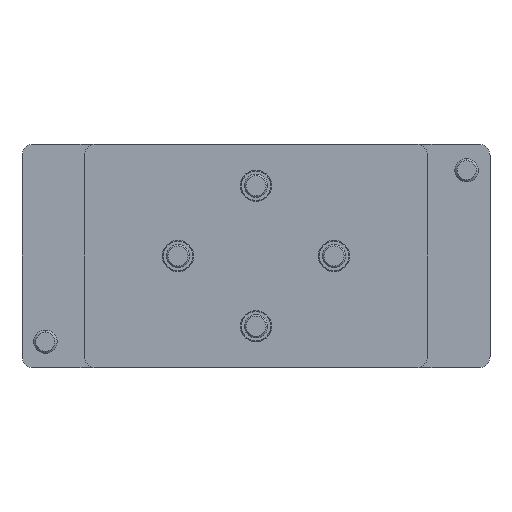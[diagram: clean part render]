
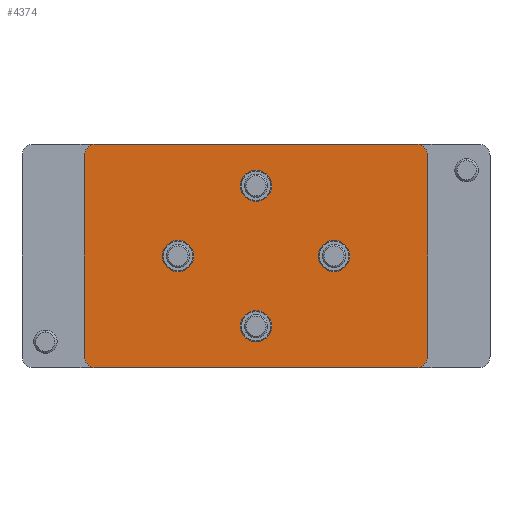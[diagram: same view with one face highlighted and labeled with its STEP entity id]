
A CAD part, front view. The second image highlights one B-rep face of the part: STEP entity #4374.
In plain terms, the highlighted planar face has unit normal (0, -1, 0).
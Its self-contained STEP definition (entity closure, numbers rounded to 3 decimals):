
#81 = CIRCLE ( 'NONE', #4295, 1.5 ) ;
#104 = EDGE_CURVE ( 'NONE', #16225, #2518, #12766, .T. ) ;
#114 = DIRECTION ( 'NONE',  ( -1., 0., 0. ) ) ;
#273 = DIRECTION ( 'NONE',  ( 1., 0., 0. ) ) ;
#351 = AXIS2_PLACEMENT_3D ( 'NONE', #11474, #2443, #8633 ) ;
#587 = CARTESIAN_POINT ( 'NONE',  ( -22., -6., -14.35 ) ) ;
#674 = EDGE_CURVE ( 'NONE', #794, #10077, #12096, .T. ) ;
#755 = CARTESIAN_POINT ( 'NONE',  ( -10., -6., 0. ) ) ;
#794 = VERTEX_POINT ( 'NONE', #5274 ) ;
#1203 = CARTESIAN_POINT ( 'NONE',  ( -20.5, -6., -14.35 ) ) ;
#1530 = CIRCLE ( 'NONE', #12130, 2. ) ;
#1585 = EDGE_CURVE ( 'NONE', #8605, #7404, #1530, .T. ) ;
#1867 = CARTESIAN_POINT ( 'NONE',  ( 0., -6., -7. ) ) ;
#1877 = CARTESIAN_POINT ( 'NONE',  ( 0., -6., 9. ) ) ;
#2022 = CARTESIAN_POINT ( 'NONE',  ( 0., -6., 7. ) ) ;
#2443 = DIRECTION ( 'NONE',  ( 0., -1., 0. ) ) ;
#2518 = VERTEX_POINT ( 'NONE', #14395 ) ;
#2707 = AXIS2_PLACEMENT_3D ( 'NONE', #11462, #8129, #13930 ) ;
#2755 = EDGE_CURVE ( 'NONE', #3426, #10331, #81, .T. ) ;
#2983 = DIRECTION ( 'NONE',  ( 0., -1., 0. ) ) ;
#3211 = EDGE_CURVE ( 'NONE', #6405, #8780, #7109, .T. ) ;
#3426 = VERTEX_POINT ( 'NONE', #14442 ) ;
#3467 = ORIENTED_EDGE ( 'NONE', *, *, #14722, .F. ) ;
#3489 = VECTOR ( 'NONE', #114, 1000. ) ;
#3759 = EDGE_CURVE ( 'NONE', #10077, #794, #12209, .T. ) ;
#3787 = DIRECTION ( 'NONE',  ( 0., 0., -1. ) ) ;
#3919 = DIRECTION ( 'NONE',  ( 0., -1., 0. ) ) ;
#4043 = AXIS2_PLACEMENT_3D ( 'NONE', #8046, #6249, #12418 ) ;
#4086 = CARTESIAN_POINT ( 'NONE',  ( 10., -6., 0. ) ) ;
#4140 = ORIENTED_EDGE ( 'NONE', *, *, #6190, .F. ) ;
#4275 = DIRECTION ( 'NONE',  ( 0., 0., 1. ) ) ;
#4295 = AXIS2_PLACEMENT_3D ( 'NONE', #8681, #5339, #18750 ) ;
#4307 = VECTOR ( 'NONE', #3787, 1000. ) ;
#4363 = CARTESIAN_POINT ( 'NONE',  ( -10., -6., -2. ) ) ;
#4374 = ADVANCED_FACE ( 'NONE', ( #7569, #13103, #4730, #15973, #8752 ), #7300, .T. ) ;
#4459 = CARTESIAN_POINT ( 'NONE',  ( -20.5, -6., 12.85 ) ) ;
#4662 = EDGE_LOOP ( 'NONE', ( #12577, #5527 ) ) ;
#4730 = FACE_BOUND ( 'NONE', #10950, .T. ) ;
#5099 = ORIENTED_EDGE ( 'NONE', *, *, #12303, .F. ) ;
#5151 = DIRECTION ( 'NONE',  ( 0., -1., 0. ) ) ;
#5274 = CARTESIAN_POINT ( 'NONE',  ( 0., -6., 11. ) ) ;
#5339 = DIRECTION ( 'NONE',  ( 0., -1., 0. ) ) ;
#5527 = ORIENTED_EDGE ( 'NONE', *, *, #3759, .F. ) ;
#5557 = EDGE_CURVE ( 'NONE', #10331, #16225, #10004, .T. ) ;
#5608 = AXIS2_PLACEMENT_3D ( 'NONE', #14591, #13064, #9083 ) ;
#5815 = CARTESIAN_POINT ( 'NONE',  ( 0., -6., -11. ) ) ;
#6059 = LINE ( 'NONE', #8848, #3489 ) ;
#6169 = AXIS2_PLACEMENT_3D ( 'NONE', #755, #9597, #8155 ) ;
#6190 = EDGE_CURVE ( 'NONE', #7404, #8605, #7103, .T. ) ;
#6249 = DIRECTION ( 'NONE',  ( 0., -1., 0. ) ) ;
#6296 = ORIENTED_EDGE ( 'NONE', *, *, #7866, .T. ) ;
#6405 = VERTEX_POINT ( 'NONE', #15913 ) ;
#6703 = EDGE_LOOP ( 'NONE', ( #5099, #3467 ) ) ;
#6780 = CIRCLE ( 'NONE', #6169, 2. ) ;
#6895 = ORIENTED_EDGE ( 'NONE', *, *, #2755, .T. ) ;
#7103 = CIRCLE ( 'NONE', #12571, 2. ) ;
#7109 = LINE ( 'NONE', #11501, #4307 ) ;
#7300 = PLANE ( 'NONE',  #4043 ) ;
#7315 = CARTESIAN_POINT ( 'NONE',  ( 22., -6., 14.35 ) ) ;
#7402 = CARTESIAN_POINT ( 'NONE',  ( 22., -6., -12.85 ) ) ;
#7404 = VERTEX_POINT ( 'NONE', #8116 ) ;
#7569 = FACE_BOUND ( 'NONE', #6703, .T. ) ;
#7803 = VERTEX_POINT ( 'NONE', #8765 ) ;
#7854 = ORIENTED_EDGE ( 'NONE', *, *, #9153, .T. ) ;
#7866 = EDGE_CURVE ( 'NONE', #16464, #3426, #17506, .T. ) ;
#7898 = CARTESIAN_POINT ( 'NONE',  ( -22., -6., -12.85 ) ) ;
#8046 = CARTESIAN_POINT ( 'NONE',  ( -22., -6., -14.35 ) ) ;
#8116 = CARTESIAN_POINT ( 'NONE',  ( 10., -6., 2. ) ) ;
#8129 = DIRECTION ( 'NONE',  ( 0., -1., 0. ) ) ;
#8155 = DIRECTION ( 'NONE',  ( 1., 0., 0. ) ) ;
#8158 = ORIENTED_EDGE ( 'NONE', *, *, #1585, .F. ) ;
#8501 = EDGE_CURVE ( 'NONE', #8780, #16464, #10356, .T. ) ;
#8605 = VERTEX_POINT ( 'NONE', #17811 ) ;
#8633 = DIRECTION ( 'NONE',  ( 1., 0., 0. ) ) ;
#8681 = CARTESIAN_POINT ( 'NONE',  ( 20.5, -6., -12.85 ) ) ;
#8714 = CIRCLE ( 'NONE', #2707, 2. ) ;
#8752 = FACE_OUTER_BOUND ( 'NONE', #17229, .T. ) ;
#8765 = CARTESIAN_POINT ( 'NONE',  ( -20.5, -6., 14.35 ) ) ;
#8780 = VERTEX_POINT ( 'NONE', #7898 ) ;
#8848 = CARTESIAN_POINT ( 'NONE',  ( -22., -6., 14.35 ) ) ;
#9083 = DIRECTION ( 'NONE',  ( 1., 0., 0. ) ) ;
#9133 = AXIS2_PLACEMENT_3D ( 'NONE', #12470, #5151, #18096 ) ;
#9153 = EDGE_CURVE ( 'NONE', #2518, #7803, #6059, .T. ) ;
#9199 = DIRECTION ( 'NONE',  ( 0., -1., 0. ) ) ;
#9232 = ORIENTED_EDGE ( 'NONE', *, *, #12732, .F. ) ;
#9597 = DIRECTION ( 'NONE',  ( 0., -1., 0. ) ) ;
#9789 = VECTOR ( 'NONE', #11982, 1000. ) ;
#9887 = VERTEX_POINT ( 'NONE', #5815 ) ;
#10004 = LINE ( 'NONE', #7315, #11058 ) ;
#10077 = VERTEX_POINT ( 'NONE', #2022 ) ;
#10331 = VERTEX_POINT ( 'NONE', #7402 ) ;
#10356 = CIRCLE ( 'NONE', #351, 1.5 ) ;
#10456 = EDGE_LOOP ( 'NONE', ( #9232, #12206 ) ) ;
#10850 = ORIENTED_EDGE ( 'NONE', *, *, #8501, .T. ) ;
#10950 = EDGE_LOOP ( 'NONE', ( #4140, #8158 ) ) ;
#11058 = VECTOR ( 'NONE', #4275, 1000. ) ;
#11201 = VERTEX_POINT ( 'NONE', #1867 ) ;
#11462 = CARTESIAN_POINT ( 'NONE',  ( -10., -6., 0. ) ) ;
#11474 = CARTESIAN_POINT ( 'NONE',  ( -20.5, -6., -12.85 ) ) ;
#11489 = ORIENTED_EDGE ( 'NONE', *, *, #5557, .T. ) ;
#11501 = CARTESIAN_POINT ( 'NONE',  ( -22., -6., 14.35 ) ) ;
#11907 = CARTESIAN_POINT ( 'NONE',  ( 0., -6., -9. ) ) ;
#11982 = DIRECTION ( 'NONE',  ( 1., 0., 0. ) ) ;
#12096 = CIRCLE ( 'NONE', #16956, 2. ) ;
#12118 = VERTEX_POINT ( 'NONE', #4363 ) ;
#12130 = AXIS2_PLACEMENT_3D ( 'NONE', #4086, #14076, #17318 ) ;
#12206 = ORIENTED_EDGE ( 'NONE', *, *, #13086, .F. ) ;
#12209 = CIRCLE ( 'NONE', #16173, 2. ) ;
#12303 = EDGE_CURVE ( 'NONE', #12731, #12118, #6780, .T. ) ;
#12418 = DIRECTION ( 'NONE',  ( 1., 0., 0. ) ) ;
#12470 = CARTESIAN_POINT ( 'NONE',  ( 20.5, -6., 12.85 ) ) ;
#12478 = AXIS2_PLACEMENT_3D ( 'NONE', #4459, #18047, #15196 ) ;
#12571 = AXIS2_PLACEMENT_3D ( 'NONE', #15156, #3919, #18483 ) ;
#12577 = ORIENTED_EDGE ( 'NONE', *, *, #674, .F. ) ;
#12731 = VERTEX_POINT ( 'NONE', #14780 ) ;
#12732 = EDGE_CURVE ( 'NONE', #11201, #9887, #12895, .T. ) ;
#12766 = CIRCLE ( 'NONE', #9133, 1.5 ) ;
#12895 = CIRCLE ( 'NONE', #5608, 2. ) ;
#13064 = DIRECTION ( 'NONE',  ( 0., -1., 0. ) ) ;
#13086 = EDGE_CURVE ( 'NONE', #9887, #11201, #14719, .T. ) ;
#13103 = FACE_BOUND ( 'NONE', #10456, .T. ) ;
#13662 = ORIENTED_EDGE ( 'NONE', *, *, #104, .T. ) ;
#13930 = DIRECTION ( 'NONE',  ( 1., 0., 0. ) ) ;
#14076 = DIRECTION ( 'NONE',  ( 0., -1., 0. ) ) ;
#14395 = CARTESIAN_POINT ( 'NONE',  ( 20.5, -6., 14.35 ) ) ;
#14442 = CARTESIAN_POINT ( 'NONE',  ( 20.5, -6., -14.35 ) ) ;
#14591 = CARTESIAN_POINT ( 'NONE',  ( 0., -6., -9. ) ) ;
#14661 = DIRECTION ( 'NONE',  ( 1., 0., 0. ) ) ;
#14705 = CARTESIAN_POINT ( 'NONE',  ( 0., -6., 9. ) ) ;
#14719 = CIRCLE ( 'NONE', #16244, 2. ) ;
#14722 = EDGE_CURVE ( 'NONE', #12118, #12731, #8714, .T. ) ;
#14780 = CARTESIAN_POINT ( 'NONE',  ( -10., -6., 2. ) ) ;
#15156 = CARTESIAN_POINT ( 'NONE',  ( 10., -6., 0. ) ) ;
#15196 = DIRECTION ( 'NONE',  ( 1., 0., 0. ) ) ;
#15913 = CARTESIAN_POINT ( 'NONE',  ( -22., -6., 12.85 ) ) ;
#15973 = FACE_BOUND ( 'NONE', #4662, .T. ) ;
#16173 = AXIS2_PLACEMENT_3D ( 'NONE', #1877, #17924, #17741 ) ;
#16225 = VERTEX_POINT ( 'NONE', #18527 ) ;
#16244 = AXIS2_PLACEMENT_3D ( 'NONE', #11907, #2983, #14661 ) ;
#16446 = CIRCLE ( 'NONE', #12478, 1.5 ) ;
#16464 = VERTEX_POINT ( 'NONE', #1203 ) ;
#16773 = EDGE_CURVE ( 'NONE', #7803, #6405, #16446, .T. ) ;
#16956 = AXIS2_PLACEMENT_3D ( 'NONE', #14705, #9199, #273 ) ;
#17229 = EDGE_LOOP ( 'NONE', ( #7854, #18301, #17520, #10850, #6296, #6895, #11489, #13662 ) ) ;
#17318 = DIRECTION ( 'NONE',  ( 1., 0., 0. ) ) ;
#17506 = LINE ( 'NONE', #587, #9789 ) ;
#17520 = ORIENTED_EDGE ( 'NONE', *, *, #3211, .T. ) ;
#17741 = DIRECTION ( 'NONE',  ( 1., 0., 0. ) ) ;
#17811 = CARTESIAN_POINT ( 'NONE',  ( 10., -6., -2. ) ) ;
#17924 = DIRECTION ( 'NONE',  ( 0., -1., 0. ) ) ;
#18047 = DIRECTION ( 'NONE',  ( 0., -1., 0. ) ) ;
#18096 = DIRECTION ( 'NONE',  ( 1., 0., 0. ) ) ;
#18301 = ORIENTED_EDGE ( 'NONE', *, *, #16773, .T. ) ;
#18483 = DIRECTION ( 'NONE',  ( 1., 0., 0. ) ) ;
#18527 = CARTESIAN_POINT ( 'NONE',  ( 22., -6., 12.85 ) ) ;
#18750 = DIRECTION ( 'NONE',  ( 1., 0., 0. ) ) ;
